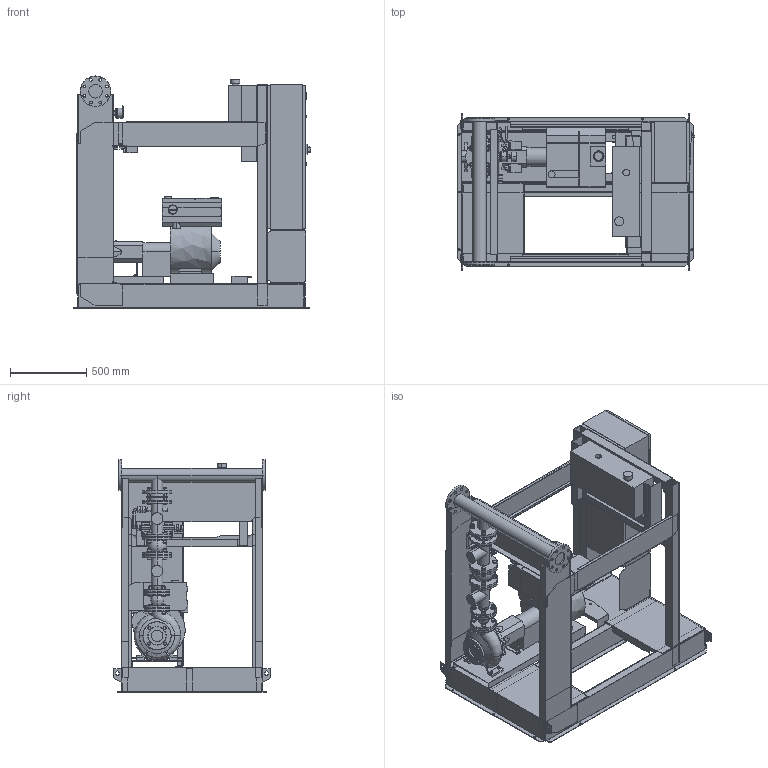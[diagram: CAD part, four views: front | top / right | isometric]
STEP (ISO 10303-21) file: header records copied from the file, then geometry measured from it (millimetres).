
FILE_DESCRIPTION((''),'2;1');
FILE_NAME('3d_Sifire-EN-50_160-150-6.8D-4183806.stp','2015-05-26T10:36:35',(''),(''),'Mechanical Desktop 2009','Mechanical Desktop 2009',', , ');
FILE_SCHEMA(('CONFIG_CONTROL_DESIGN'));
Length unit declared in the file: millimetre
Products named in the file (1): Product
Bounding box: 1554.5 x 1026 x 1520 mm (x, y, z)
Volume: 233997632 mm3; surface area: 20698670.7 mm2
Topology: 119 solids, 119 shells, 2787 faces, 6724 edges, 4296 vertices
Faces by surface type: plane 1124, bspline 910, cylinder 435, cone 274, torus 42, sphere 2
Entity records: 88696 total; most frequent: CARTESIAN_POINT 27368, ORIENTED_EDGE 13448, DIRECTION 11383, EDGE_CURVE 6724, VERTEX_POINT 4296, VECTOR 4049, LINE 4049, AXIS2_PLACEMENT_3D 3667
